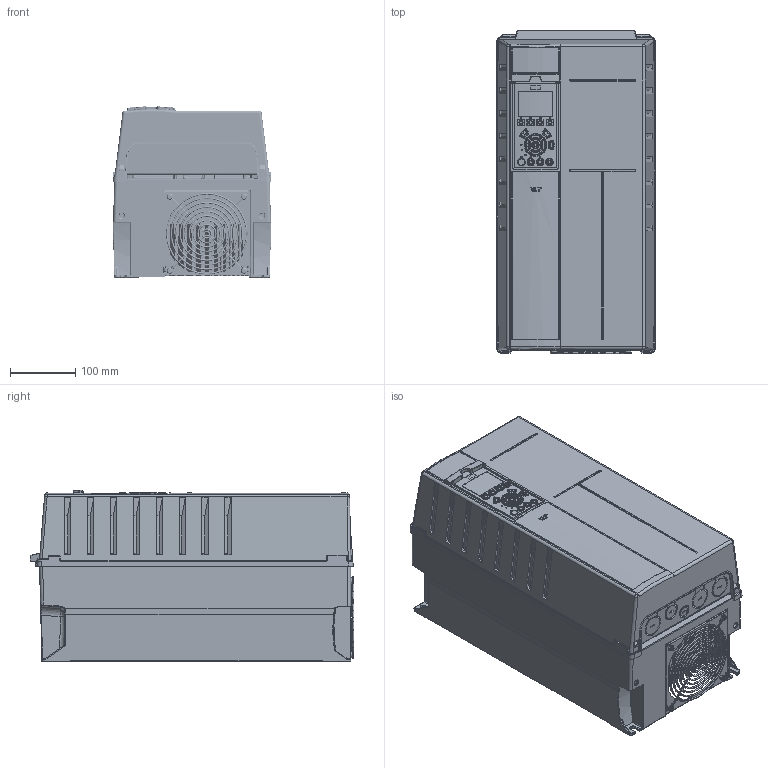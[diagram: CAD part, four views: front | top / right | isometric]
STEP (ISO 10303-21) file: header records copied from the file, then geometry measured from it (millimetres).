
FILE_DESCRIPTION((''),'2;1');
FILE_NAME('DANFOSS-FC200-B1-IP21-159_ASM','2019-09-05T',('U322080'),(''),'CREO PARAMETRIC BY PTC INC, 2018070','CREO PARAMETRIC BY PTC INC, 2018070','');
FILE_SCHEMA(('CONFIG_CONTROL_DESIGN'));
Products named in the file (14): DANFOSS-FC200-B1-IP21-159_4_AF1; DANFOSS-FC200-B1-IP21-159_4_2; DANFOSS-FC200-B1-IP21-159_4_3; DANFOSS-FC200-B1-IP21-159_4_4; DANFOSS-FC200-B1-IP21-159_4_5; DANFOSS-FC200-B1-IP21-159_4_6; DANFOSS-FC200-B1-IP21-159_4_7; DANFOSS-FC200-B1-IP21-159_4_8; DANFOSS-FC200-B1-IP21-159_4_9; DANFOSS-FC200-B1-IP21-159_4_10; DANFOSS-FC200-B1-IP21-159_4_11; DANFOSS-FC200-B1-IP21-159_4_12; DANFOSS-FC200-B1-IP21-159_4_AF0_ASM; DANFOSS-FC200-B1-IP21-159_ASM
Assembly tree (13 placements, depth 3):
  DANFOSS-FC200-B1-IP21-159_ASM
    DANFOSS-FC200-B1-IP21-159_4_AF0_ASM
      DANFOSS-FC200-B1-IP21-159_4_AF1
      DANFOSS-FC200-B1-IP21-159_4_2
      DANFOSS-FC200-B1-IP21-159_4_3
      DANFOSS-FC200-B1-IP21-159_4_4
      DANFOSS-FC200-B1-IP21-159_4_5
      DANFOSS-FC200-B1-IP21-159_4_6
      DANFOSS-FC200-B1-IP21-159_4_7
      DANFOSS-FC200-B1-IP21-159_4_8
      DANFOSS-FC200-B1-IP21-159_4_9
      DANFOSS-FC200-B1-IP21-159_4_10
      DANFOSS-FC200-B1-IP21-159_4_11
      DANFOSS-FC200-B1-IP21-159_4_12
Bounding box: 242.5 x 494.99 x 261.76 mm (x, y, z)
Surface area: 2088078.1 mm2 (no closed solid volume)
Topology: 0 solids, 45 shells, 4786 faces, 12363 edges, 7632 vertices
Faces by surface type: cylinder 1685, plane 1409, bspline 1143, torus 287, cone 121, extrusion 80, sphere 61
Entity records: 269973 total; most frequent: CARTESIAN_POINT 108150, ORIENTED_EDGE 24584, DIRECTION 17906, PRESENTATION_STYLE_ASSIGNMENT 15027, STYLED_ITEM 12448, CURVE_STYLE 12292, EDGE_CURVE 12292, VERTEX_POINT 7632
